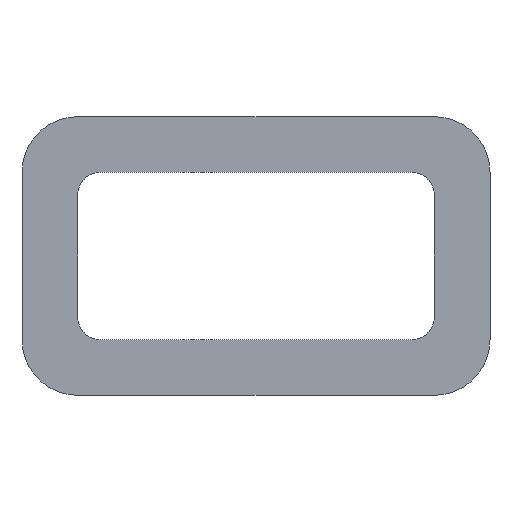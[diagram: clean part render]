
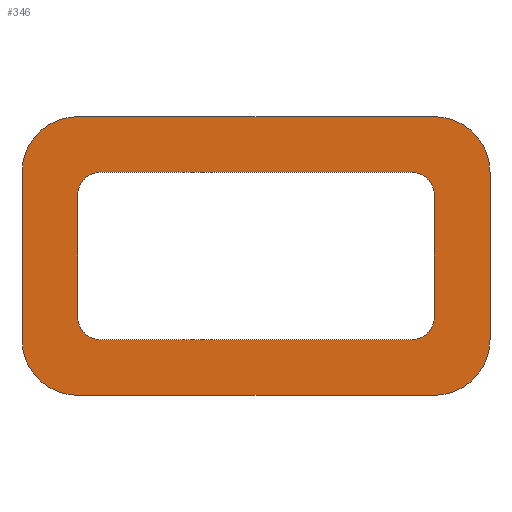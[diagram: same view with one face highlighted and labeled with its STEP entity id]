
A CAD part, front view. The second image highlights one B-rep face of the part: STEP entity #346.
In plain terms, the highlighted planar face has unit normal (0, -1, 0).
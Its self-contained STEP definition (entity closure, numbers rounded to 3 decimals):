
#16=FACE_BOUND('',#64,.T.);
#26=PLANE('',#382);
#44=FACE_OUTER_BOUND('',#63,.T.);
#63=EDGE_LOOP('',(#305,#306,#307,#308,#309,#310,#311,#312));
#64=EDGE_LOOP('',(#313,#314,#315,#316,#317,#318,#319,#320));
#67=LINE('',#497,#99);
#71=LINE('',#509,#103);
#75=LINE('',#521,#107);
#79=LINE('',#532,#111);
#83=LINE('',#545,#115);
#87=LINE('',#557,#119);
#91=LINE('',#569,#123);
#95=LINE('',#580,#127);
#99=VECTOR('',#395,11.);
#103=VECTOR('',#407,28.);
#107=VECTOR('',#419,11.);
#111=VECTOR('',#431,28.);
#115=VECTOR('',#443,15.);
#119=VECTOR('',#455,32.);
#123=VECTOR('',#467,15.);
#127=VECTOR('',#479,32.);
#129=CIRCLE('',#350,2.);
#131=CIRCLE('',#354,2.);
#133=CIRCLE('',#358,2.);
#135=CIRCLE('',#362,2.);
#137=CIRCLE('',#366,5.);
#139=CIRCLE('',#370,5.);
#141=CIRCLE('',#374,5.);
#143=CIRCLE('',#378,5.);
#145=VERTEX_POINT('',#487);
#146=VERTEX_POINT('',#488);
#149=VERTEX_POINT('',#496);
#151=VERTEX_POINT('',#502);
#153=VERTEX_POINT('',#508);
#155=VERTEX_POINT('',#514);
#157=VERTEX_POINT('',#520);
#159=VERTEX_POINT('',#526);
#161=VERTEX_POINT('',#535);
#162=VERTEX_POINT('',#536);
#165=VERTEX_POINT('',#544);
#167=VERTEX_POINT('',#550);
#169=VERTEX_POINT('',#556);
#171=VERTEX_POINT('',#562);
#173=VERTEX_POINT('',#568);
#175=VERTEX_POINT('',#574);
#177=EDGE_CURVE('',#145,#146,#129,.T.);
#181=EDGE_CURVE('',#149,#145,#67,.T.);
#184=EDGE_CURVE('',#151,#149,#131,.T.);
#187=EDGE_CURVE('',#153,#151,#71,.T.);
#190=EDGE_CURVE('',#155,#153,#133,.T.);
#193=EDGE_CURVE('',#157,#155,#75,.T.);
#196=EDGE_CURVE('',#159,#157,#135,.T.);
#199=EDGE_CURVE('',#146,#159,#79,.T.);
#201=EDGE_CURVE('',#161,#162,#137,.T.);
#205=EDGE_CURVE('',#162,#165,#83,.T.);
#208=EDGE_CURVE('',#165,#167,#139,.T.);
#211=EDGE_CURVE('',#167,#169,#87,.T.);
#214=EDGE_CURVE('',#169,#171,#141,.T.);
#217=EDGE_CURVE('',#171,#173,#91,.T.);
#220=EDGE_CURVE('',#173,#175,#143,.T.);
#223=EDGE_CURVE('',#175,#161,#95,.T.);
#305=ORIENTED_EDGE('',*,*,#223,.T.);
#306=ORIENTED_EDGE('',*,*,#201,.T.);
#307=ORIENTED_EDGE('',*,*,#205,.T.);
#308=ORIENTED_EDGE('',*,*,#208,.T.);
#309=ORIENTED_EDGE('',*,*,#211,.T.);
#310=ORIENTED_EDGE('',*,*,#214,.T.);
#311=ORIENTED_EDGE('',*,*,#217,.T.);
#312=ORIENTED_EDGE('',*,*,#220,.T.);
#313=ORIENTED_EDGE('',*,*,#177,.T.);
#314=ORIENTED_EDGE('',*,*,#199,.T.);
#315=ORIENTED_EDGE('',*,*,#196,.T.);
#316=ORIENTED_EDGE('',*,*,#193,.T.);
#317=ORIENTED_EDGE('',*,*,#190,.T.);
#318=ORIENTED_EDGE('',*,*,#187,.T.);
#319=ORIENTED_EDGE('',*,*,#184,.T.);
#320=ORIENTED_EDGE('',*,*,#181,.T.);
#346=ADVANCED_FACE('',(#44,#16),#26,.F.);
#350=AXIS2_PLACEMENT_3D('',#489,#387,#388);
#354=AXIS2_PLACEMENT_3D('',#503,#400,#401);
#358=AXIS2_PLACEMENT_3D('',#515,#412,#413);
#362=AXIS2_PLACEMENT_3D('',#527,#424,#425);
#366=AXIS2_PLACEMENT_3D('',#537,#435,#436);
#370=AXIS2_PLACEMENT_3D('',#551,#448,#449);
#374=AXIS2_PLACEMENT_3D('',#563,#460,#461);
#378=AXIS2_PLACEMENT_3D('',#575,#472,#473);
#382=AXIS2_PLACEMENT_3D('',#583,#483,#484);
#387=DIRECTION('center_axis',(0.,1.,0.));
#388=DIRECTION('ref_axis',(1.,0.,0.));
#395=DIRECTION('',(0.,0.,1.));
#400=DIRECTION('center_axis',(0.,1.,0.));
#401=DIRECTION('ref_axis',(0.,0.,1.));
#407=DIRECTION('',(-1.,0.,0.));
#412=DIRECTION('center_axis',(0.,1.,0.));
#413=DIRECTION('ref_axis',(-1.,0.,0.));
#419=DIRECTION('',(0.,0.,-1.));
#424=DIRECTION('center_axis',(0.,1.,0.));
#425=DIRECTION('ref_axis',(0.,0.,-1.));
#431=DIRECTION('',(1.,0.,0.));
#435=DIRECTION('center_axis',(0.,-1.,0.));
#436=DIRECTION('ref_axis',(1.,0.,0.));
#443=DIRECTION('',(0.,0.,-1.));
#448=DIRECTION('center_axis',(0.,-1.,0.));
#449=DIRECTION('ref_axis',(0.,0.,1.));
#455=DIRECTION('',(1.,0.,0.));
#460=DIRECTION('center_axis',(0.,-1.,0.));
#461=DIRECTION('ref_axis',(-1.,0.,0.));
#467=DIRECTION('',(0.,0.,1.));
#472=DIRECTION('center_axis',(0.,-1.,0.));
#473=DIRECTION('ref_axis',(0.,0.,-1.));
#479=DIRECTION('',(-1.,0.,0.));
#483=DIRECTION('center_axis',(0.,1.,0.));
#484=DIRECTION('ref_axis',(0.,0.,1.));
#487=CARTESIAN_POINT('',(-32.,0.,13.));
#488=CARTESIAN_POINT('',(-30.,0.,15.));
#489=CARTESIAN_POINT('Origin',(-30.,0.,13.));
#496=CARTESIAN_POINT('',(-32.,0.,2.));
#497=CARTESIAN_POINT('',(-32.,0.,4.75));
#502=CARTESIAN_POINT('',(-30.,0.,0.));
#503=CARTESIAN_POINT('Origin',(-30.,0.,2.));
#508=CARTESIAN_POINT('',(-2.,0.,0.));
#509=CARTESIAN_POINT('',(-9.,0.,0.));
#514=CARTESIAN_POINT('',(0.,0.,2.));
#515=CARTESIAN_POINT('Origin',(-2.,0.,2.));
#520=CARTESIAN_POINT('',(0.,0.,13.));
#521=CARTESIAN_POINT('',(0.,0.,10.25));
#526=CARTESIAN_POINT('',(-2.,0.,15.));
#527=CARTESIAN_POINT('Origin',(-2.,0.,13.));
#532=CARTESIAN_POINT('',(-23.,0.,15.));
#535=CARTESIAN_POINT('',(-32.,0.,20.));
#536=CARTESIAN_POINT('',(-37.,0.,15.));
#537=CARTESIAN_POINT('Origin',(-32.,0.,15.));
#544=CARTESIAN_POINT('',(-37.,0.,0.));
#545=CARTESIAN_POINT('',(-37.,0.,15.));
#550=CARTESIAN_POINT('',(-32.,0.,-5.));
#551=CARTESIAN_POINT('Origin',(-32.,0.,0.));
#556=CARTESIAN_POINT('',(0.,0.,-5.));
#557=CARTESIAN_POINT('',(-32.,0.,-5.));
#562=CARTESIAN_POINT('',(5.,0.,0.));
#563=CARTESIAN_POINT('Origin',(0.,0.,0.));
#568=CARTESIAN_POINT('',(5.,0.,15.));
#569=CARTESIAN_POINT('',(5.,0.,0.));
#574=CARTESIAN_POINT('',(0.,0.,20.));
#575=CARTESIAN_POINT('Origin',(0.,0.,15.));
#580=CARTESIAN_POINT('',(0.,0.,20.));
#583=CARTESIAN_POINT('Origin',(-16.,0.,7.5));
